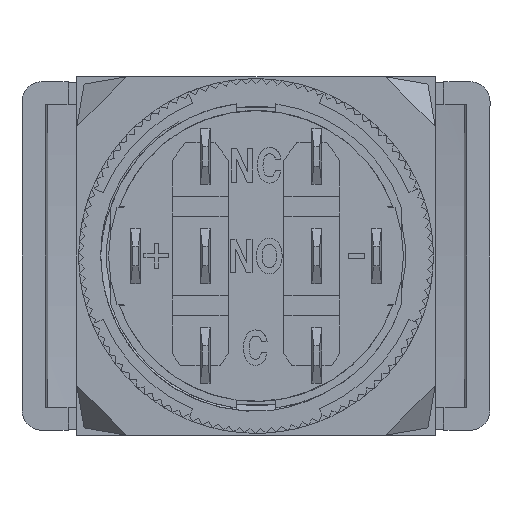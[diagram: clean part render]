
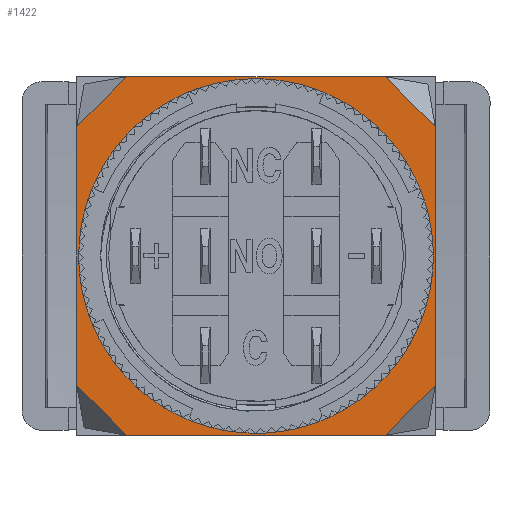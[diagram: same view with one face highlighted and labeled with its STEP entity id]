
A CAD part, front view. The second image highlights one B-rep face of the part: STEP entity #1422.
In plain terms, the highlighted planar face has unit normal (0, -1, 0).
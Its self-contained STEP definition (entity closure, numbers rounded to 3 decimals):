
#1422 = ADVANCED_FACE( '', ( #3544, #3545 ), #3546, .T. );
#3544 = FACE_BOUND( '', #8041, .T. );
#3545 = FACE_OUTER_BOUND( '', #8042, .T. );
#3546 = PLANE( '', #8043 );
#8041 = EDGE_LOOP( '', ( #13832 ) );
#8042 = EDGE_LOOP( '', ( #13833, #13834, #13835, #13836, #13837, #13838, #13839, #13840 ) );
#8043 = AXIS2_PLACEMENT_3D( '', #13841, #13842, #13843 );
#13832 = ORIENTED_EDGE( '', *, *, #22271, .F. );
#13833 = ORIENTED_EDGE( '', *, *, #21056, .F. );
#13834 = ORIENTED_EDGE( '', *, *, #22272, .F. );
#13835 = ORIENTED_EDGE( '', *, *, #22273, .F. );
#13836 = ORIENTED_EDGE( '', *, *, #22274, .F. );
#13837 = ORIENTED_EDGE( '', *, *, #22275, .F. );
#13838 = ORIENTED_EDGE( '', *, *, #22276, .F. );
#13839 = ORIENTED_EDGE( '', *, *, #22277, .F. );
#13840 = ORIENTED_EDGE( '', *, *, #22278, .F. );
#13841 = CARTESIAN_POINT( '', ( 0., 20.3, 0. ) );
#13842 = DIRECTION( '', ( 0., -1., 0. ) );
#13843 = DIRECTION( '', ( -1., 0., 0. ) );
#21056 = EDGE_CURVE( '', #24849, #24850, #24851, .T. );
#22271 = EDGE_CURVE( '', #26951, #26951, #26952, .T. );
#22272 = EDGE_CURVE( '', #26953, #24849, #26954, .T. );
#22273 = EDGE_CURVE( '', #26955, #26953, #26956, .T. );
#22274 = EDGE_CURVE( '', #26957, #26955, #26958, .T. );
#22275 = EDGE_CURVE( '', #26959, #26957, #26960, .T. );
#22276 = EDGE_CURVE( '', #26961, #26959, #26962, .T. );
#22277 = EDGE_CURVE( '', #26963, #26961, #26964, .T. );
#22278 = EDGE_CURVE( '', #24850, #26963, #26965, .T. );
#24849 = VERTEX_POINT( '', #30586 );
#24850 = VERTEX_POINT( '', #30587 );
#24851 = LINE( '', #30588, #30589 );
#26951 = VERTEX_POINT( '', #35328 );
#26952 = CIRCLE( '', #35329, 8.9 );
#26953 = VERTEX_POINT( '', #35330 );
#26954 = LINE( '', #35331, #35332 );
#26955 = VERTEX_POINT( '', #35333 );
#26956 = LINE( '', #35334, #35335 );
#26957 = VERTEX_POINT( '', #35336 );
#26958 = LINE( '', #35337, #35338 );
#26959 = VERTEX_POINT( '', #35339 );
#26960 = LINE( '', #35340, #35341 );
#26961 = VERTEX_POINT( '', #35342 );
#26962 = LINE( '', #35343, #35344 );
#26963 = VERTEX_POINT( '', #35345 );
#26964 = LINE( '', #35346, #35347 );
#26965 = LINE( '', #35348, #35349 );
#30586 = CARTESIAN_POINT( '', ( 9., 20.3, -6.5 ) );
#30587 = CARTESIAN_POINT( '', ( 6.5, 20.3, -9. ) );
#30588 = CARTESIAN_POINT( '', ( 9., 20.3, -6.5 ) );
#30589 = VECTOR( '', #40406, 1000. );
#35328 = CARTESIAN_POINT( '', ( 8.9, 20.3, 0. ) );
#35329 = AXIS2_PLACEMENT_3D( '', #41431, #41432, #41433 );
#35330 = CARTESIAN_POINT( '', ( 9., 20.3, 6.5 ) );
#35331 = CARTESIAN_POINT( '', ( 9., 20.3, 6.5 ) );
#35332 = VECTOR( '', #41434, 1000. );
#35333 = CARTESIAN_POINT( '', ( 6.5, 20.3, 9. ) );
#35334 = CARTESIAN_POINT( '', ( 6.5, 20.3, 9. ) );
#35335 = VECTOR( '', #41435, 1000. );
#35336 = CARTESIAN_POINT( '', ( -6.5, 20.3, 9. ) );
#35337 = CARTESIAN_POINT( '', ( -6.5, 20.3, 9. ) );
#35338 = VECTOR( '', #41436, 1000. );
#35339 = CARTESIAN_POINT( '', ( -9., 20.3, 6.5 ) );
#35340 = CARTESIAN_POINT( '', ( -9., 20.3, 6.5 ) );
#35341 = VECTOR( '', #41437, 1000. );
#35342 = CARTESIAN_POINT( '', ( -9., 20.3, -6.5 ) );
#35343 = CARTESIAN_POINT( '', ( -9., 20.3, -6.5 ) );
#35344 = VECTOR( '', #41438, 1000. );
#35345 = CARTESIAN_POINT( '', ( -6.5, 20.3, -9. ) );
#35346 = CARTESIAN_POINT( '', ( -6.5, 20.3, -9. ) );
#35347 = VECTOR( '', #41439, 1000. );
#35348 = CARTESIAN_POINT( '', ( 6.5, 20.3, -9. ) );
#35349 = VECTOR( '', #41440, 1000. );
#40406 = DIRECTION( '', ( -0.707, 0., -0.707 ) );
#41431 = CARTESIAN_POINT( '', ( 0., 20.3, 0. ) );
#41432 = DIRECTION( '', ( 0., -1., 0. ) );
#41433 = DIRECTION( '', ( 1., 0., 0. ) );
#41434 = DIRECTION( '', ( 0., 0., -1. ) );
#41435 = DIRECTION( '', ( 0.707, 0., -0.707 ) );
#41436 = DIRECTION( '', ( 1., 0., 0. ) );
#41437 = DIRECTION( '', ( 0.707, 0., 0.707 ) );
#41438 = DIRECTION( '', ( 0., 0., 1. ) );
#41439 = DIRECTION( '', ( -0.707, 0., 0.707 ) );
#41440 = DIRECTION( '', ( -1., 0., 0. ) );
